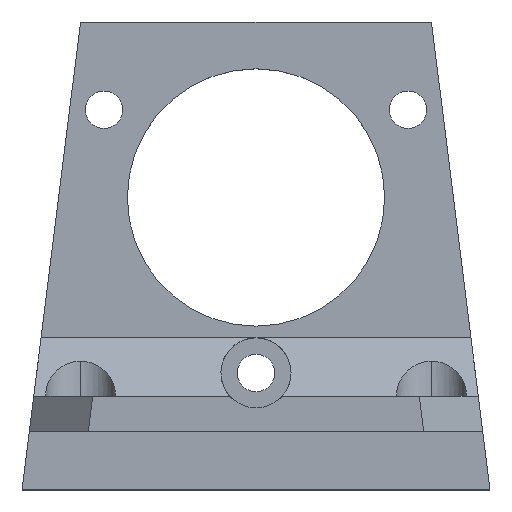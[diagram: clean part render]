
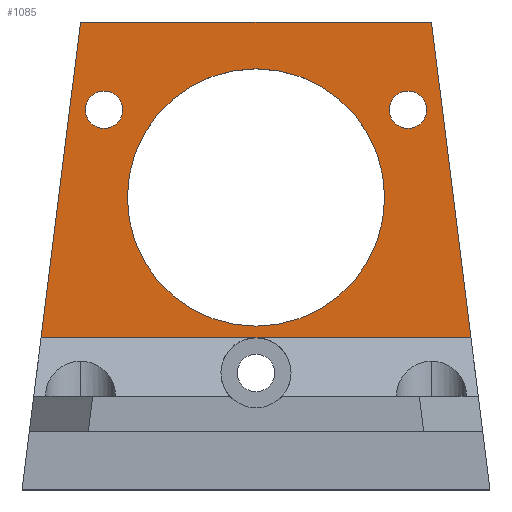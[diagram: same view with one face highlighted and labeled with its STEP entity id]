
A CAD part, top view. The second image highlights one B-rep face of the part: STEP entity #1085.
In plain terms, the highlighted planar face has unit normal (0, 0, 1).
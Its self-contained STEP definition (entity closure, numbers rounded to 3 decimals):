
#24 = EDGE_LOOP ( 'NONE', ( #724, #81 ) ) ;
#33 = CARTESIAN_POINT ( 'NONE',  ( -46.491, -1.315, 3. ) ) ;
#36 = DIRECTION ( 'NONE',  ( -0.124, 0.992, 0. ) ) ;
#37 = CARTESIAN_POINT ( 'NONE',  ( -72.881, 6.185, 3. ) ) ;
#41 = ORIENTED_EDGE ( 'NONE', *, *, #848, .F. ) ;
#63 = DIRECTION ( 'NONE',  ( 1., 0., 0. ) ) ;
#78 = DIRECTION ( 'NONE',  ( 1., 0., 0. ) ) ;
#81 = ORIENTED_EDGE ( 'NONE', *, *, #721, .F. ) ;
#83 = CARTESIAN_POINT ( 'NONE',  ( 0., 6.185, 3. ) ) ;
#84 = VERTEX_POINT ( 'NONE', #934 ) ;
#109 = AXIS2_PLACEMENT_3D ( 'NONE', #699, #242, #235 ) ;
#115 = DIRECTION ( 'NONE',  ( 0., 0., 1. ) ) ;
#117 = DIRECTION ( 'NONE',  ( 1., 0., 0. ) ) ;
#121 = EDGE_CURVE ( 'NONE', #771, #996, #380, .T. ) ;
#123 = CIRCLE ( 'NONE', #783, 1.6 ) ;
#135 = CARTESIAN_POINT ( 'NONE',  ( -57.881, -8.815, 3. ) ) ;
#155 = DIRECTION ( 'NONE',  ( 1., 0., 0. ) ) ;
#182 = DIRECTION ( 'NONE',  ( 1., 0., 0. ) ) ;
#192 = DIRECTION ( 'NONE',  ( 1., 0., 0. ) ) ;
#202 = AXIS2_PLACEMENT_3D ( 'NONE', #754, #397, #192 ) ;
#205 = VERTEX_POINT ( 'NONE', #877 ) ;
#217 = ORIENTED_EDGE ( 'NONE', *, *, #487, .F. ) ;
#235 = DIRECTION ( 'NONE',  ( 1., 0., 0. ) ) ;
#242 = DIRECTION ( 'NONE',  ( 0., 0., 1. ) ) ;
#244 = DIRECTION ( 'NONE',  ( 1., 0., 0. ) ) ;
#246 = DIRECTION ( 'NONE',  ( 0., 0., 1. ) ) ;
#248 = PLANE ( 'NONE',  #701 ) ;
#261 = CARTESIAN_POINT ( 'NONE',  ( -60.117, -20.815, 3. ) ) ;
#269 = FACE_BOUND ( 'NONE', #688, .T. ) ;
#283 = VECTOR ( 'NONE', #78, 1000. ) ;
#286 = DIRECTION ( 'NONE',  ( 1., 0., 0. ) ) ;
#293 = ORIENTED_EDGE ( 'NONE', *, *, #299, .F. ) ;
#299 = EDGE_CURVE ( 'NONE', #590, #1101, #980, .T. ) ;
#310 = VECTOR ( 'NONE', #36, 1000. ) ;
#321 = VERTEX_POINT ( 'NONE', #422 ) ;
#327 = ORIENTED_EDGE ( 'NONE', *, *, #1054, .T. ) ;
#353 = CARTESIAN_POINT ( 'NONE',  ( 0., 0., 3. ) ) ;
#363 = EDGE_CURVE ( 'NONE', #1101, #590, #1172, .T. ) ;
#369 = DIRECTION ( 'NONE',  ( 0., 0., 1. ) ) ;
#380 = CIRCLE ( 'NONE', #202, 1.6 ) ;
#385 = ORIENTED_EDGE ( 'NONE', *, *, #1042, .F. ) ;
#397 = DIRECTION ( 'NONE',  ( 0., 0., 1. ) ) ;
#422 = CARTESIAN_POINT ( 'NONE',  ( -76.256, -20.815, 3. ) ) ;
#431 = CIRCLE ( 'NONE', #109, 1.6 ) ;
#446 = VERTEX_POINT ( 'NONE', #1080 ) ;
#466 = EDGE_CURVE ( 'NONE', #84, #205, #518, .T. ) ;
#487 = EDGE_CURVE ( 'NONE', #897, #743, #1022, .T. ) ;
#518 = LINE ( 'NONE', #1002, #283 ) ;
#526 = DIRECTION ( 'NONE',  ( 1., 0., 0. ) ) ;
#536 = CARTESIAN_POINT ( 'NONE',  ( -68.881, -8.815, 3. ) ) ;
#549 = CIRCLE ( 'NONE', #648, 1.6 ) ;
#590 = VERTEX_POINT ( 'NONE', #928 ) ;
#597 = LINE ( 'NONE', #1087, #931 ) ;
#598 = CARTESIAN_POINT ( 'NONE',  ( -70.871, -1.315, 3. ) ) ;
#628 = DIRECTION ( 'NONE',  ( 0., 0., 1. ) ) ;
#648 = AXIS2_PLACEMENT_3D ( 'NONE', #831, #369, #182 ) ;
#665 = VECTOR ( 'NONE', #286, 1000. ) ;
#668 = ORIENTED_EDGE ( 'NONE', *, *, #832, .T. ) ;
#688 = EDGE_LOOP ( 'NONE', ( #1135, #293 ) ) ;
#699 = CARTESIAN_POINT ( 'NONE',  ( -70.871, -1.315, 3. ) ) ;
#701 = AXIS2_PLACEMENT_3D ( 'NONE', #353, #908, #526 ) ;
#708 = LINE ( 'NONE', #261, #1026 ) ;
#721 = EDGE_CURVE ( 'NONE', #996, #771, #549, .T. ) ;
#724 = ORIENTED_EDGE ( 'NONE', *, *, #121, .F. ) ;
#736 = LINE ( 'NONE', #1056, #310 ) ;
#743 = VERTEX_POINT ( 'NONE', #1118 ) ;
#754 = CARTESIAN_POINT ( 'NONE',  ( -44.891, -1.315, 3. ) ) ;
#771 = VERTEX_POINT ( 'NONE', #33 ) ;
#783 = AXIS2_PLACEMENT_3D ( 'NONE', #598, #115, #117 ) ;
#814 = AXIS2_PLACEMENT_3D ( 'NONE', #1168, #628, #63 ) ;
#822 = FACE_BOUND ( 'NONE', #1070, .T. ) ;
#831 = CARTESIAN_POINT ( 'NONE',  ( -44.891, -1.315, 3. ) ) ;
#832 = EDGE_CURVE ( 'NONE', #205, #743, #736, .T. ) ;
#836 = EDGE_LOOP ( 'NONE', ( #327, #1040, #668, #217, #385 ) ) ;
#848 = EDGE_CURVE ( 'NONE', #1086, #446, #123, .T. ) ;
#877 = CARTESIAN_POINT ( 'NONE',  ( -39.506, -20.815, 3. ) ) ;
#893 = CARTESIAN_POINT ( 'NONE',  ( -43.291, -1.315, 3. ) ) ;
#897 = VERTEX_POINT ( 'NONE', #37 ) ;
#908 = DIRECTION ( 'NONE',  ( 0., 0., 1. ) ) ;
#911 = ORIENTED_EDGE ( 'NONE', *, *, #927, .F. ) ;
#927 = EDGE_CURVE ( 'NONE', #446, #1086, #431, .T. ) ;
#928 = CARTESIAN_POINT ( 'NONE',  ( -46.881, -8.815, 3. ) ) ;
#931 = VECTOR ( 'NONE', #1078, 1000. ) ;
#934 = CARTESIAN_POINT ( 'NONE',  ( -57.881, -20.815, 3. ) ) ;
#957 = FACE_OUTER_BOUND ( 'NONE', #836, .T. ) ;
#980 = CIRCLE ( 'NONE', #1013, 11. ) ;
#996 = VERTEX_POINT ( 'NONE', #893 ) ;
#1002 = CARTESIAN_POINT ( 'NONE',  ( -38.881, -20.815, 3. ) ) ;
#1013 = AXIS2_PLACEMENT_3D ( 'NONE', #135, #246, #244 ) ;
#1022 = LINE ( 'NONE', #83, #665 ) ;
#1026 = VECTOR ( 'NONE', #155, 1000. ) ;
#1040 = ORIENTED_EDGE ( 'NONE', *, *, #466, .T. ) ;
#1042 = EDGE_CURVE ( 'NONE', #321, #897, #597, .T. ) ;
#1054 = EDGE_CURVE ( 'NONE', #321, #84, #708, .T. ) ;
#1056 = CARTESIAN_POINT ( 'NONE',  ( -41.46, -5.183, 3. ) ) ;
#1066 = FACE_BOUND ( 'NONE', #24, .T. ) ;
#1070 = EDGE_LOOP ( 'NONE', ( #911, #41 ) ) ;
#1078 = DIRECTION ( 'NONE',  ( 0.124, 0.992, 0. ) ) ;
#1080 = CARTESIAN_POINT ( 'NONE',  ( -72.471, -1.315, 3. ) ) ;
#1081 = CARTESIAN_POINT ( 'NONE',  ( -69.271, -1.315, 3. ) ) ;
#1085 = ADVANCED_FACE ( 'NONE', ( #957, #1066, #822, #269 ), #248, .T. ) ;
#1086 = VERTEX_POINT ( 'NONE', #1081 ) ;
#1087 = CARTESIAN_POINT ( 'NONE',  ( -72.521, 9.065, 3. ) ) ;
#1101 = VERTEX_POINT ( 'NONE', #536 ) ;
#1118 = CARTESIAN_POINT ( 'NONE',  ( -42.881, 6.185, 3. ) ) ;
#1135 = ORIENTED_EDGE ( 'NONE', *, *, #363, .F. ) ;
#1168 = CARTESIAN_POINT ( 'NONE',  ( -57.881, -8.815, 3. ) ) ;
#1172 = CIRCLE ( 'NONE', #814, 11. ) ;
